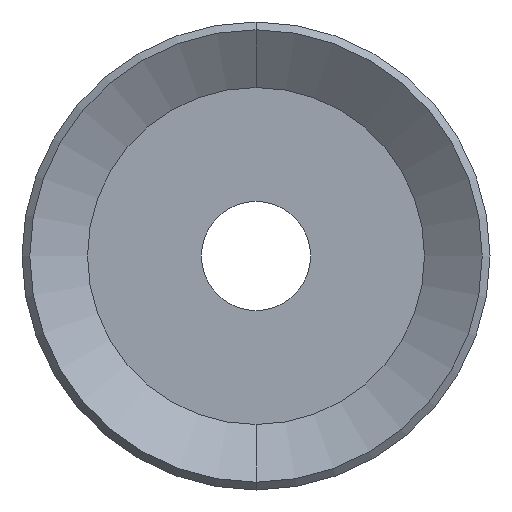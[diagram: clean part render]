
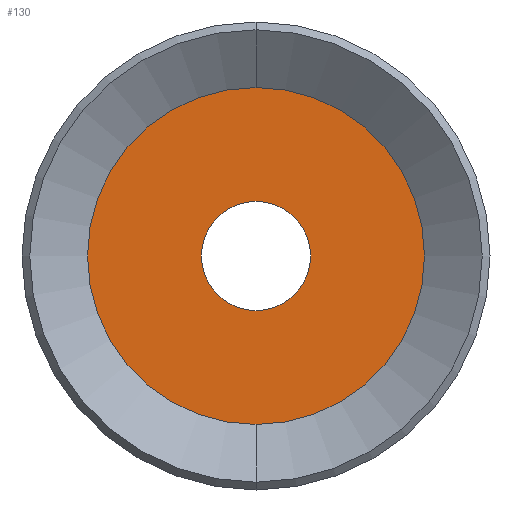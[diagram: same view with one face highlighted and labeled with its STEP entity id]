
A CAD part, front view. The second image highlights one B-rep face of the part: STEP entity #130.
In plain terms, the highlighted planar face has unit normal (0, -1, 0).
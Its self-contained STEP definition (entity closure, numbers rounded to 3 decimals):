
#130=ADVANCED_FACE('',(#314,#315),#316,.F.);
#314=FACE_OUTER_BOUND('',#548,.T.);
#315=FACE_BOUND('',#549,.T.);
#316=PLANE('',#550);
#548=EDGE_LOOP('',(#4025,#4026));
#549=EDGE_LOOP('',(#4027,#4028));
#550=AXIS2_PLACEMENT_3D('',#4029,#4030,#4031);
#4025=ORIENTED_EDGE('',*,*,#4419,.F.);
#4026=ORIENTED_EDGE('',*,*,#4500,.F.);
#4027=ORIENTED_EDGE('',*,*,#4502,.T.);
#4028=ORIENTED_EDGE('',*,*,#4414,.T.);
#4029=CARTESIAN_POINT('',(5.4,-9.,0.0));
#4030=DIRECTION('',(0.0,1.0,0.0));
#4031=DIRECTION('',(0.0,0.0,1.0));
#4414=EDGE_CURVE('',#4670,#4671,#4672,.T.);
#4419=EDGE_CURVE('',#4679,#4680,#4681,.T.);
#4500=EDGE_CURVE('',#4680,#4679,#4816,.T.);
#4502=EDGE_CURVE('',#4671,#4670,#4818,.T.);
#4670=VERTEX_POINT('',#5041);
#4671=VERTEX_POINT('',#5042);
#4672=CIRCLE('',#5043,1.75);
#4679=VERTEX_POINT('',#5052);
#4680=VERTEX_POINT('',#5053);
#4681=CIRCLE('',#5054,5.4);
#4816=CIRCLE('',#5607,5.4);
#4818=CIRCLE('',#5609,1.75);
#5041=CARTESIAN_POINT('',(0.,-9.,-1.75));
#5042=CARTESIAN_POINT('',(0.0,-9.,1.75));
#5043=AXIS2_PLACEMENT_3D('',#6776,#6777,#6778);
#5052=CARTESIAN_POINT('',(0.0,-9.,5.4));
#5053=CARTESIAN_POINT('',(0.,-9.,-5.4));
#5054=AXIS2_PLACEMENT_3D('',#6784,#6785,#6786);
#5607=AXIS2_PLACEMENT_3D('',#6884,#6885,#6886);
#5609=AXIS2_PLACEMENT_3D('',#6887,#6888,#6889);
#6776=CARTESIAN_POINT('',(0.0,-9.,0.0));
#6777=DIRECTION('',(0.0,1.0,0.0));
#6778=DIRECTION('',(0.0,0.0,1.0));
#6784=CARTESIAN_POINT('',(0.0,-9.,0.0));
#6785=DIRECTION('',(0.0,1.0,0.0));
#6786=DIRECTION('',(0.0,0.0,1.0));
#6884=CARTESIAN_POINT('',(0.0,-9.,0.0));
#6885=DIRECTION('',(0.0,1.0,0.0));
#6886=DIRECTION('',(0.0,0.0,1.0));
#6887=CARTESIAN_POINT('',(0.0,-9.,0.0));
#6888=DIRECTION('',(0.0,1.0,0.0));
#6889=DIRECTION('',(0.0,0.0,1.0));
